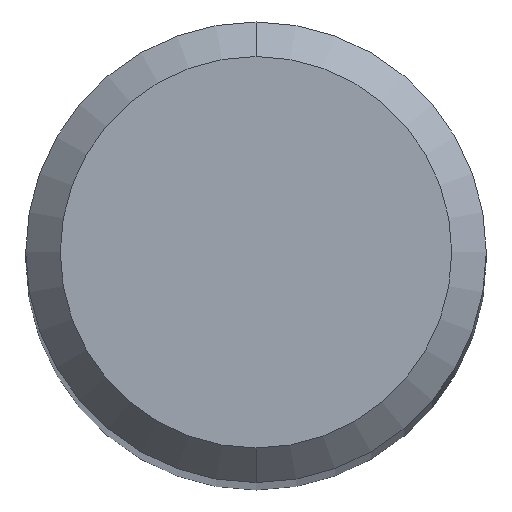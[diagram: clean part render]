
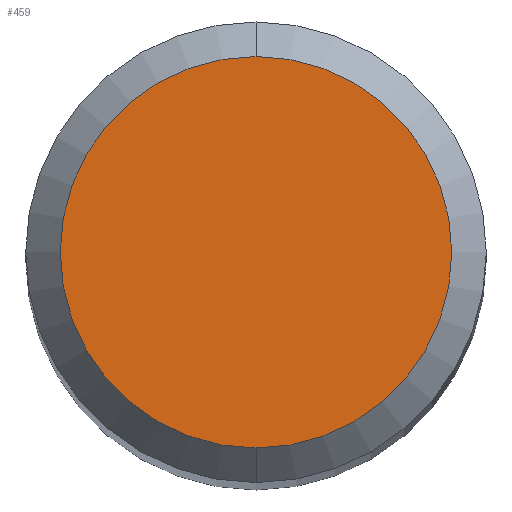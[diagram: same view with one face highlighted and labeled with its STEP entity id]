
A CAD part, top view. The second image highlights one B-rep face of the part: STEP entity #459.
In plain terms, the highlighted planar face has unit normal (0, 0, 1).
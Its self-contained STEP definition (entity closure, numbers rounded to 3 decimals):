
#459=ADVANCED_FACE('',(#1031),#1032,.T.);
#463=EDGE_CURVE('',#699,#763,#1036,.T.);
#679=EDGE_CURVE('',#763,#699,#1271,.T.);
#699=VERTEX_POINT('',#1295);
#763=VERTEX_POINT('',#1364);
#1031=FACE_OUTER_BOUND('',#1811,.T.);
#1032=PLANE('',#1812);
#1036=CIRCLE('',#1817,1.7);
#1271=CIRCLE('',#2237,1.7);
#1295=CARTESIAN_POINT('',(0.,-1.7,0.0));
#1364=CARTESIAN_POINT('',(0.0,1.7,0.0));
#1811=EDGE_LOOP('',(#2826,#2827));
#1812=AXIS2_PLACEMENT_3D('',#2828,#2829,#2830);
#1817=AXIS2_PLACEMENT_3D('',#2831,#2832,#2833);
#2237=AXIS2_PLACEMENT_3D('',#3143,#3144,#3145);
#2826=ORIENTED_EDGE('',*,*,#679,.F.);
#2827=ORIENTED_EDGE('',*,*,#463,.F.);
#2828=CARTESIAN_POINT('',(0.0,0.85,0.0));
#2829=DIRECTION('',(-0.0,0.0,1.0));
#2830=DIRECTION('',(0.0,-1.0,0.0));
#2831=CARTESIAN_POINT('',(0.0,0.0,0.0));
#2832=DIRECTION('',(0.0,0.0,-1.0));
#2833=DIRECTION('',(0.0,1.0,0.0));
#3143=CARTESIAN_POINT('',(0.0,0.0,0.0));
#3144=DIRECTION('',(0.0,0.0,-1.0));
#3145=DIRECTION('',(0.0,1.0,0.0));
